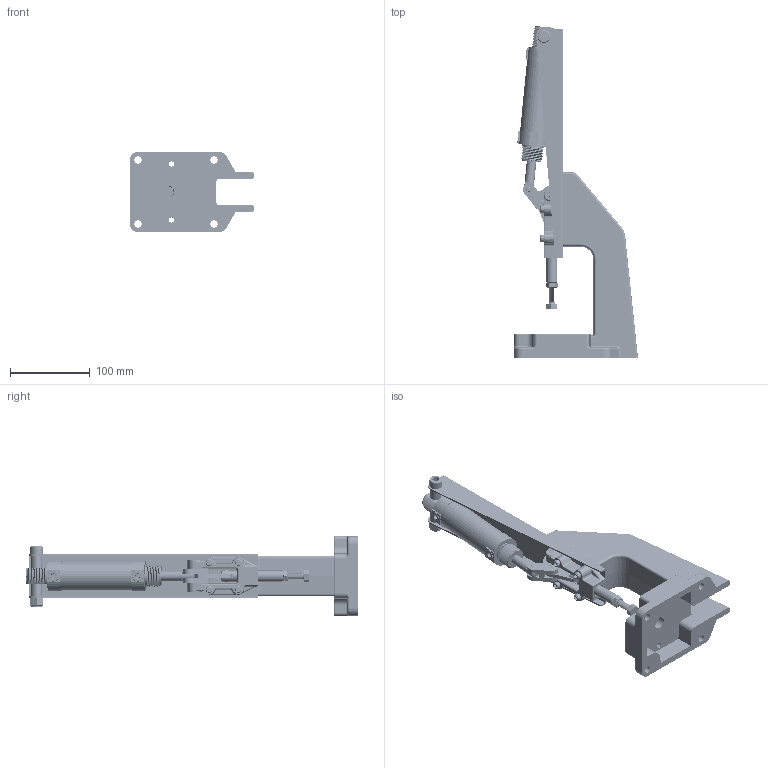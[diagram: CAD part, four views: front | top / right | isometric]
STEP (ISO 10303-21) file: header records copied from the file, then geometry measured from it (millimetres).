
FILE_DESCRIPTION (( 'STEP AP203' ), '1' );
FILE_NAME ('CH-30600PR-A.STEP', '2017-12-07T10:45:14', ( 'Windows' ), ( 'Microsoft' ), 'SwSTEP 2.0', 'SolidWorks 2015', '' );
FILE_SCHEMA (( 'CONFIG_CONTROL_DESIGN' ));
Length unit declared in the file: millimetre
Products named in the file (20): CH-30600-HL-A-04; 30600-06; M10X65; 30600HL-04; M10 Lock Nut; 30600-01; 30600-PR-01; CH--30600PR-A-01; 30600-05; CH-30600-HL-A-01; 錨璃2; CH-30600-HL-A-03; CH-30600-HL-A-02; CH-30600PR-A; M8 NUT; CH-30600-HL-A-03-01.SLDPRT-; CH-SA-086512 SPINDLE SUPPLIED; 30600-02; M5-25; 30600-04hl
Assembly tree (26 placements, depth 3):
  CH-30600PR-A
    30600-PR-01
    CH--30600PR-A-01
      CH-30600-HL-A-01
      CH-30600-HL-A-02
      CH-30600-HL-A-03-01.SLDPRT-
      30600-02
      30600-04hl
      30600-06  x2
      30600HL-04  x2
      30600-01
      30600-05
      CH-30600-HL-A-03
      M8 NUT
      CH-SA-086512 SPINDLE SUPPLIED
      M5-25  x4
      CH-30600-HL-A-04  x2
      M10X65
      M10 Lock Nut
    錨璃2  x2
Bounding box: 155 x 415.12 x 100 mm (x, y, z)
Volume: 705493.5 mm3; surface area: 245864.2 mm2
Topology: 25 solids, 25 shells, 2628 faces, 7142 edges, 4578 vertices
Faces by surface type: cylinder 1267, plane 922, bspline 178, cone 148, torus 111, sphere 2
Entity records: 120713 total; most frequent: CARTESIAN_POINT 71197, ORIENTED_EDGE 11102, DIRECTION 8935, EDGE_CURVE 5551, VERTEX_POINT 3556, AXIS2_PLACEMENT_3D 3438, EDGE_LOOP 2143, VECTOR 2059
